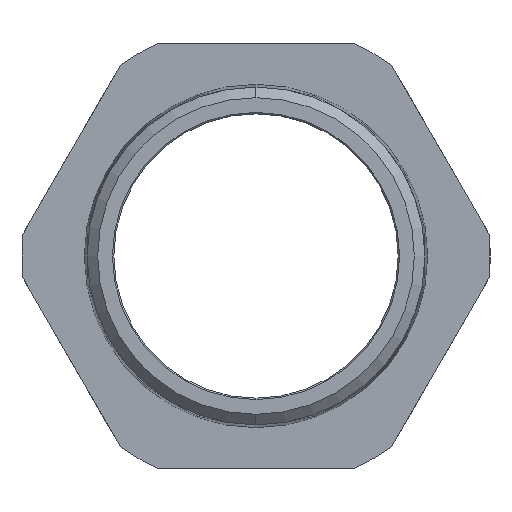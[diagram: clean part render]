
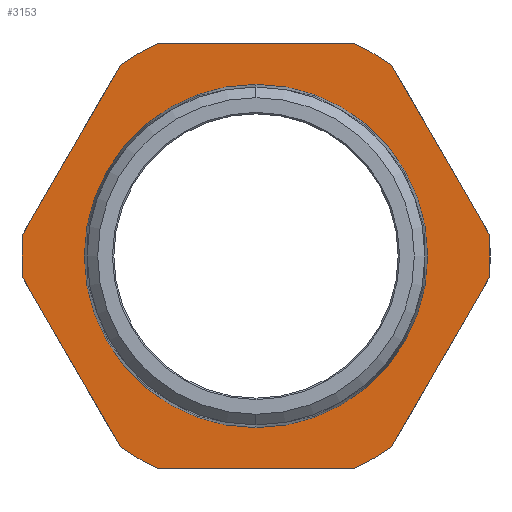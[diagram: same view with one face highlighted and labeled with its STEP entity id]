
A CAD part, left-side view. The second image highlights one B-rep face of the part: STEP entity #3153.
In plain terms, the highlighted planar face has unit normal (-1, 0, 0).
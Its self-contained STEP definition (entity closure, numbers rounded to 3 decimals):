
#4 = EDGE_CURVE ( 'NONE', #112, #2270, #1240, .T. ) ;
#8 = VECTOR ( 'NONE', #2568, 1000. ) ;
#14 = AXIS2_PLACEMENT_3D ( 'NONE', #267, #2860, #2846 ) ;
#112 = VERTEX_POINT ( 'NONE', #576 ) ;
#168 = EDGE_CURVE ( 'NONE', #1909, #1437, #803, .T. ) ;
#191 = ORIENTED_EDGE ( 'NONE', *, *, #1118, .F. ) ;
#205 = CARTESIAN_POINT ( 'NONE',  ( 27.2, 41.068, -3.868 ) ) ;
#222 = ORIENTED_EDGE ( 'NONE', *, *, #2793, .T. ) ;
#241 = EDGE_CURVE ( 'NONE', #1261, #3055, #406, .T. ) ;
#264 = EDGE_CURVE ( 'NONE', #952, #649, #1043, .T. ) ;
#267 = CARTESIAN_POINT ( 'NONE',  ( 27.2, 0., 0. ) ) ;
#278 = DIRECTION ( 'NONE',  ( 0., -1., 0. ) ) ;
#321 = DIRECTION ( 'NONE',  ( -1., 0., 0. ) ) ;
#335 = CARTESIAN_POINT ( 'NONE',  ( 27.2, 0., 0. ) ) ;
#338 = VECTOR ( 'NONE', #1244, 1000. ) ;
#351 = CARTESIAN_POINT ( 'NONE',  ( 27.2, -23.884, -33.632 ) ) ;
#406 = CIRCLE ( 'NONE', #2932, 41.25 ) ;
#425 = CARTESIAN_POINT ( 'NONE',  ( 27.2, 17.185, 37.5 ) ) ;
#435 = EDGE_LOOP ( 'NONE', ( #627, #1245, #1126, #1561, #1783, #2231, #2640, #222, #2935, #1551, #1679, #3282 ) ) ;
#576 = CARTESIAN_POINT ( 'NONE',  ( 27.2, 17.185, -37.5 ) ) ;
#627 = ORIENTED_EDGE ( 'NONE', *, *, #264, .T. ) ;
#649 = VERTEX_POINT ( 'NONE', #205 ) ;
#655 = EDGE_CURVE ( 'NONE', #2759, #2787, #1136, .T. ) ;
#682 = AXIS2_PLACEMENT_3D ( 'NONE', #2450, #916, #2983 ) ;
#763 = VECTOR ( 'NONE', #278, 1000. ) ;
#769 = CARTESIAN_POINT ( 'NONE',  ( 27.2, 0., 0. ) ) ;
#797 = LINE ( 'NONE', #3112, #1610 ) ;
#803 = CIRCLE ( 'NONE', #682, 41.25 ) ;
#823 = DIRECTION ( 'NONE',  ( 0., 0., 1. ) ) ;
#829 = EDGE_CURVE ( 'NONE', #2787, #1909, #936, .T. ) ;
#901 = CARTESIAN_POINT ( 'NONE',  ( 27.2, 23.884, 33.632 ) ) ;
#916 = DIRECTION ( 'NONE',  ( -1., 0., 0. ) ) ;
#936 = LINE ( 'NONE', #2836, #8 ) ;
#952 = VERTEX_POINT ( 'NONE', #2374 ) ;
#1001 = DIRECTION ( 'NONE',  ( 0., 0., 1. ) ) ;
#1011 = DIRECTION ( 'NONE',  ( -1., 0., 0. ) ) ;
#1028 = AXIS2_PLACEMENT_3D ( 'NONE', #2139, #1908, #1103 ) ;
#1039 = CARTESIAN_POINT ( 'NONE',  ( 27.2, -17.185, -37.5 ) ) ;
#1043 = CIRCLE ( 'NONE', #3199, 41.25 ) ;
#1074 = DIRECTION ( 'NONE',  ( 0., 0.5, -0.866 ) ) ;
#1078 = CARTESIAN_POINT ( 'NONE',  ( 27.2, 23.884, -33.632 ) ) ;
#1079 = LINE ( 'NONE', #2576, #2879 ) ;
#1103 = DIRECTION ( 'NONE',  ( 0., 0., 1. ) ) ;
#1118 = EDGE_CURVE ( 'NONE', #1790, #2776, #2188, .T. ) ;
#1125 = EDGE_CURVE ( 'NONE', #649, #2849, #2148, .T. ) ;
#1126 = ORIENTED_EDGE ( 'NONE', *, *, #1392, .T. ) ;
#1136 = CIRCLE ( 'NONE', #2466, 41.25 ) ;
#1165 = LINE ( 'NONE', #2622, #1409 ) ;
#1233 = FACE_OUTER_BOUND ( 'NONE', #435, .T. ) ;
#1240 = LINE ( 'NONE', #1039, #763 ) ;
#1244 = DIRECTION ( 'NONE',  ( 0., -0.5, -0.866 ) ) ;
#1245 = ORIENTED_EDGE ( 'NONE', *, *, #1125, .T. ) ;
#1248 = CARTESIAN_POINT ( 'NONE',  ( 27.2, -17.185, -37.5 ) ) ;
#1261 = VERTEX_POINT ( 'NONE', #2354 ) ;
#1353 = AXIS2_PLACEMENT_3D ( 'NONE', #1781, #2767, #2034 ) ;
#1373 = CARTESIAN_POINT ( 'NONE',  ( 27.2, -17.185, 37.5 ) ) ;
#1392 = EDGE_CURVE ( 'NONE', #2849, #112, #2651, .T. ) ;
#1409 = VECTOR ( 'NONE', #2377, 1000. ) ;
#1437 = VERTEX_POINT ( 'NONE', #901 ) ;
#1490 = AXIS2_PLACEMENT_3D ( 'NONE', #2059, #2532, #2288 ) ;
#1551 = ORIENTED_EDGE ( 'NONE', *, *, #829, .T. ) ;
#1561 = ORIENTED_EDGE ( 'NONE', *, *, #4, .T. ) ;
#1610 = VECTOR ( 'NONE', #2323, 1000. ) ;
#1657 = EDGE_CURVE ( 'NONE', #1820, #1261, #797, .T. ) ;
#1679 = ORIENTED_EDGE ( 'NONE', *, *, #168, .T. ) ;
#1769 = CIRCLE ( 'NONE', #14, 30.25 ) ;
#1781 = CARTESIAN_POINT ( 'NONE',  ( 27.2, 30.25, 0. ) ) ;
#1783 = ORIENTED_EDGE ( 'NONE', *, *, #2096, .T. ) ;
#1790 = VERTEX_POINT ( 'NONE', #2643 ) ;
#1811 = FACE_BOUND ( 'NONE', #2986, .T. ) ;
#1820 = VERTEX_POINT ( 'NONE', #351 ) ;
#1908 = DIRECTION ( 'NONE',  ( -1., 0., 0. ) ) ;
#1909 = VERTEX_POINT ( 'NONE', #425 ) ;
#2021 = CARTESIAN_POINT ( 'NONE',  ( 27.2, 23.884, -33.632 ) ) ;
#2034 = DIRECTION ( 'NONE',  ( 0., 0., 1. ) ) ;
#2040 = CARTESIAN_POINT ( 'NONE',  ( 27.2, 0., 0. ) ) ;
#2059 = CARTESIAN_POINT ( 'NONE',  ( 27.2, 0., 0. ) ) ;
#2096 = EDGE_CURVE ( 'NONE', #2270, #1820, #2506, .T. ) ;
#2122 = CARTESIAN_POINT ( 'NONE',  ( 27.2, 0., 30.25 ) ) ;
#2139 = CARTESIAN_POINT ( 'NONE',  ( 27.2, 0., 0. ) ) ;
#2148 = LINE ( 'NONE', #2021, #338 ) ;
#2188 = CIRCLE ( 'NONE', #2400, 30.25 ) ;
#2231 = ORIENTED_EDGE ( 'NONE', *, *, #1657, .T. ) ;
#2270 = VERTEX_POINT ( 'NONE', #1248 ) ;
#2288 = DIRECTION ( 'NONE',  ( 0., 0., 1. ) ) ;
#2302 = DIRECTION ( 'NONE',  ( 0., 0., 1. ) ) ;
#2323 = DIRECTION ( 'NONE',  ( 0., -0.5, 0.866 ) ) ;
#2354 = CARTESIAN_POINT ( 'NONE',  ( 27.2, -41.068, -3.868 ) ) ;
#2374 = CARTESIAN_POINT ( 'NONE',  ( 27.2, 41.068, 3.868 ) ) ;
#2377 = DIRECTION ( 'NONE',  ( 0., 0.5, 0.866 ) ) ;
#2400 = AXIS2_PLACEMENT_3D ( 'NONE', #2040, #2544, #3036 ) ;
#2450 = CARTESIAN_POINT ( 'NONE',  ( 27.2, 0., 0. ) ) ;
#2466 = AXIS2_PLACEMENT_3D ( 'NONE', #3022, #1011, #1001 ) ;
#2506 = CIRCLE ( 'NONE', #1490, 41.25 ) ;
#2532 = DIRECTION ( 'NONE',  ( -1., 0., 0. ) ) ;
#2541 = ORIENTED_EDGE ( 'NONE', *, *, #3311, .F. ) ;
#2544 = DIRECTION ( 'NONE',  ( -1., 0., 0. ) ) ;
#2568 = DIRECTION ( 'NONE',  ( 0., 1., 0. ) ) ;
#2576 = CARTESIAN_POINT ( 'NONE',  ( 27.2, 41.068, 3.868 ) ) ;
#2622 = CARTESIAN_POINT ( 'NONE',  ( 27.2, -23.884, 33.632 ) ) ;
#2640 = ORIENTED_EDGE ( 'NONE', *, *, #241, .T. ) ;
#2643 = CARTESIAN_POINT ( 'NONE',  ( 27.2, 0., -30.25 ) ) ;
#2651 = CIRCLE ( 'NONE', #1028, 41.25 ) ;
#2759 = VERTEX_POINT ( 'NONE', #2864 ) ;
#2767 = DIRECTION ( 'NONE',  ( -1., 0., 0. ) ) ;
#2776 = VERTEX_POINT ( 'NONE', #2122 ) ;
#2787 = VERTEX_POINT ( 'NONE', #1373 ) ;
#2793 = EDGE_CURVE ( 'NONE', #3055, #2759, #1165, .T. ) ;
#2836 = CARTESIAN_POINT ( 'NONE',  ( 27.2, 17.185, 37.5 ) ) ;
#2846 = DIRECTION ( 'NONE',  ( 0., 0., 1. ) ) ;
#2849 = VERTEX_POINT ( 'NONE', #1078 ) ;
#2860 = DIRECTION ( 'NONE',  ( -1., 0., 0. ) ) ;
#2864 = CARTESIAN_POINT ( 'NONE',  ( 27.2, -23.884, 33.632 ) ) ;
#2879 = VECTOR ( 'NONE', #1074, 1000. ) ;
#2932 = AXIS2_PLACEMENT_3D ( 'NONE', #769, #3089, #2302 ) ;
#2935 = ORIENTED_EDGE ( 'NONE', *, *, #655, .T. ) ;
#2983 = DIRECTION ( 'NONE',  ( 0., 0., 1. ) ) ;
#2986 = EDGE_LOOP ( 'NONE', ( #2541, #191 ) ) ;
#2988 = CARTESIAN_POINT ( 'NONE',  ( 27.2, -41.068, 3.868 ) ) ;
#3022 = CARTESIAN_POINT ( 'NONE',  ( 27.2, 0., 0. ) ) ;
#3036 = DIRECTION ( 'NONE',  ( 0., 0., 1. ) ) ;
#3055 = VERTEX_POINT ( 'NONE', #2988 ) ;
#3089 = DIRECTION ( 'NONE',  ( -1., 0., 0. ) ) ;
#3112 = CARTESIAN_POINT ( 'NONE',  ( 27.2, -41.068, -3.868 ) ) ;
#3153 = ADVANCED_FACE ( 'NONE', ( #1811, #1233 ), #3280, .T. ) ;
#3199 = AXIS2_PLACEMENT_3D ( 'NONE', #335, #321, #823 ) ;
#3236 = EDGE_CURVE ( 'NONE', #1437, #952, #1079, .T. ) ;
#3280 = PLANE ( 'NONE',  #1353 ) ;
#3282 = ORIENTED_EDGE ( 'NONE', *, *, #3236, .T. ) ;
#3311 = EDGE_CURVE ( 'NONE', #2776, #1790, #1769, .T. ) ;
